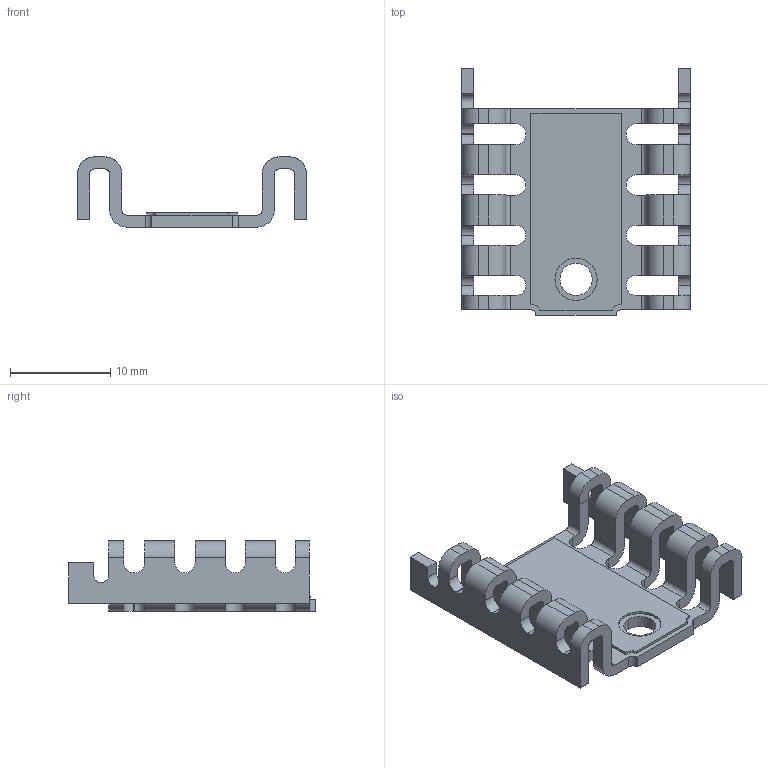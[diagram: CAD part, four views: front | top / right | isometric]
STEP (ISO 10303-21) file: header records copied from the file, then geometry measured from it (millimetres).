
FILE_DESCRIPTION(/* description */ ('Unknown'),/* implementation_level */ '2;1');
FILE_NAME(/* name */ '40901101242307',/* time_stamp */ '2025-12-02T16:35:06+01:00',/* author */ ('Unknown'),/* organization */ ('Unknown'),/* preprocessor_version */ 'ST-DEVELOPER v19.4',/* originating_system */ 'Solid Edge',/* authorisation */ 'Unknown');
FILE_SCHEMA (('AUTOMOTIVE_DESIGN {1 0 10303 214 3 1 1}'));
Length unit declared in the file: millimetre
Products named in the file (4): 40901101242307; 40901100242307; 40412201
Assembly tree (3 placements, depth 3):
  40901101242307
    40901100242307
      40901100242307
    40412201
Bounding box: 22.8 x 24.6 x 7 mm (x, y, z)
Volume: 825.7 mm3; surface area: 2108.4 mm2
Topology: 2 solids, 2 shells, 252 faces, 794 edges, 536 vertices
Faces by surface type: plane 154, cylinder 98
Full cylindrical faces by diameter (mm): 4.21 x1
Entity records: 9051 total; most frequent: CARTESIAN_POINT 1633, ORIENTED_EDGE 1586, DIRECTION 1502, EDGE_CURVE 793, LINE 574, VECTOR 574, VERTEX_POINT 536, AXIS2_PLACEMENT_3D 464
